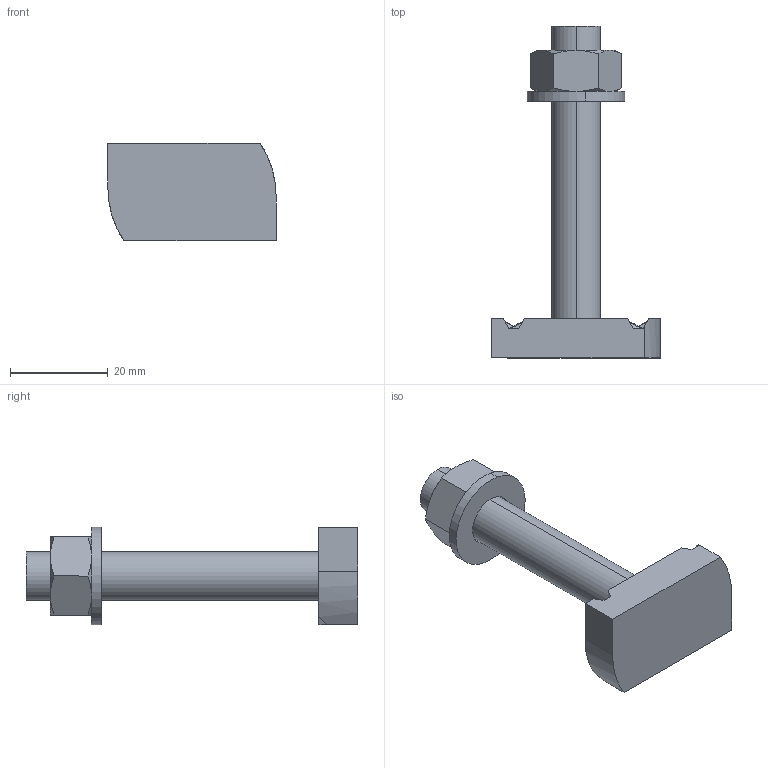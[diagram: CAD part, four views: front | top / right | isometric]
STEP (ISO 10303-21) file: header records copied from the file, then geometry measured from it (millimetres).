
FILE_DESCRIPTION (( 'STEP AP214' ), '1' );
FILE_NAME ('1148326.STEP', '2026-03-13T13:11:56', ( '' ), ( '' ), 'SwSTEP 2.0', 'SolidWorks 2024', '' );
FILE_SCHEMA (( 'AUTOMOTIVE_DESIGN' ));
Length unit declared in the file: millimetre
Products named in the file (4): 018964_Hexagon Nut ISO - 4032 - M10 - D - N; 1148326; 154216_M10X60 ZL 05014420 MS41HB HAMSchr; 018962_Flache Scheibe ISO 7089 - 10
Assembly tree (3 placements, depth 2):
  1148326
    154216_M10X60 ZL 05014420 MS41HB HAMSchr
    018964_Hexagon Nut ISO - 4032 - M10 - D - N
    018962_Flache Scheibe ISO 7089 - 10
Bounding box: 34.5 x 68 x 20 mm (x, y, z)
Volume: 11637.3 mm3; surface area: 5773.8 mm2
Topology: 3 solids, 3 shells, 89 faces, 234 edges, 152 vertices
Faces by surface type: plane 53, cylinder 24, cone 12
Entity records: 2921 total; most frequent: CARTESIAN_POINT 707, ORIENTED_EDGE 468, DIRECTION 402, EDGE_CURVE 234, VERTEX_POINT 152, VECTOR 148, LINE 148, AXIS2_PLACEMENT_3D 127
